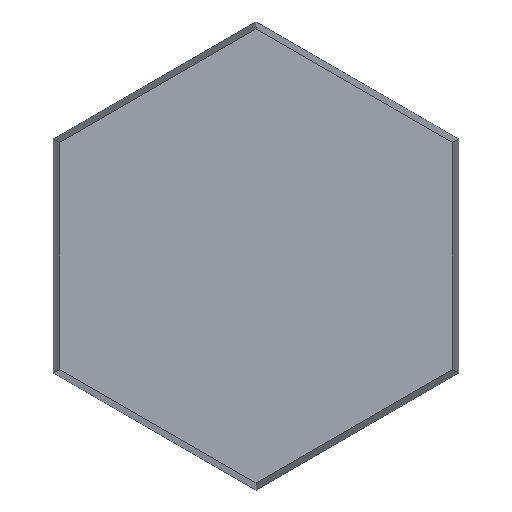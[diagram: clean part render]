
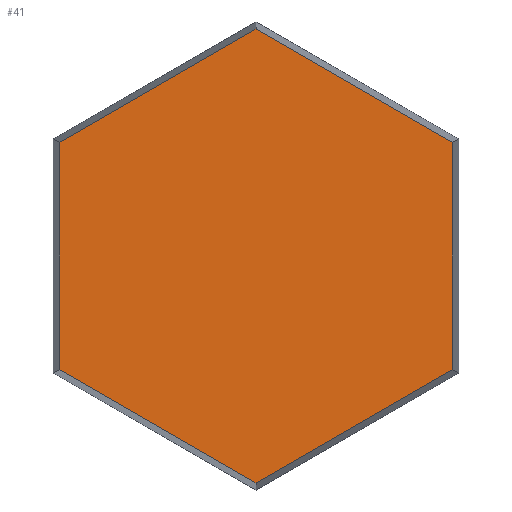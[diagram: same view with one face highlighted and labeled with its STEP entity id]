
A CAD part, front view. The second image highlights one B-rep face of the part: STEP entity #41.
In plain terms, the highlighted planar face has unit normal (0, -1, 0).
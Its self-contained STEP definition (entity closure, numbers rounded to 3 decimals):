
#41 = ADVANCED_FACE( '', ( #83 ), #84, .F. );
#83 = FACE_OUTER_BOUND( '', #126, .T. );
#84 = PLANE( '', #127 );
#126 = EDGE_LOOP( '', ( #178, #179, #180, #181, #182, #183 ) );
#127 = AXIS2_PLACEMENT_3D( '', #184, #185, #186 );
#178 = ORIENTED_EDGE( '', *, *, #242, .F. );
#179 = ORIENTED_EDGE( '', *, *, #247, .F. );
#180 = ORIENTED_EDGE( '', *, *, #253, .F. );
#181 = ORIENTED_EDGE( '', *, *, #254, .F. );
#182 = ORIENTED_EDGE( '', *, *, #255, .F. );
#183 = ORIENTED_EDGE( '', *, *, #250, .F. );
#184 = CARTESIAN_POINT( '', ( 0., 0., 0. ) );
#185 = DIRECTION( '', ( 0., 1., 0. ) );
#186 = DIRECTION( '', ( 0., 0., 1. ) );
#242 = EDGE_CURVE( '', #275, #277, #278, .T. );
#247 = EDGE_CURVE( '', #283, #275, #285, .T. );
#250 = EDGE_CURVE( '', #277, #289, #290, .T. );
#253 = EDGE_CURVE( '', #293, #283, #294, .T. );
#254 = EDGE_CURVE( '', #295, #293, #296, .T. );
#255 = EDGE_CURVE( '', #289, #295, #297, .T. );
#275 = VERTEX_POINT( '', #323 );
#277 = VERTEX_POINT( '', #326 );
#278 = LINE( '', #327, #328 );
#283 = VERTEX_POINT( '', #335 );
#285 = LINE( '', #338, #339 );
#289 = VERTEX_POINT( '', #344 );
#290 = LINE( '', #345, #346 );
#293 = VERTEX_POINT( '', #350 );
#294 = LINE( '', #351, #352 );
#295 = VERTEX_POINT( '', #353 );
#296 = LINE( '', #354, #355 );
#297 = LINE( '', #356, #357 );
#323 = CARTESIAN_POINT( '', ( -9.694, 0., -5.597 ) );
#326 = CARTESIAN_POINT( '', ( -9.694, 0., 5.597 ) );
#327 = CARTESIAN_POINT( '', ( -9.694, 0., 0. ) );
#328 = VECTOR( '', #385, 1000. );
#335 = CARTESIAN_POINT( '', ( 0., 0., -11.194 ) );
#338 = CARTESIAN_POINT( '', ( -4.847, 0., -8.396 ) );
#339 = VECTOR( '', #389, 1000. );
#344 = CARTESIAN_POINT( '', ( 0., 0., 11.194 ) );
#345 = CARTESIAN_POINT( '', ( -4.847, 0., 8.396 ) );
#346 = VECTOR( '', #391, 1000. );
#350 = CARTESIAN_POINT( '', ( 9.694, 0., -5.597 ) );
#351 = CARTESIAN_POINT( '', ( 4.847, 0., -8.396 ) );
#352 = VECTOR( '', #393, 1000. );
#353 = CARTESIAN_POINT( '', ( 9.694, 0., 5.597 ) );
#354 = CARTESIAN_POINT( '', ( 9.694, 0., 0. ) );
#355 = VECTOR( '', #394, 1000. );
#356 = CARTESIAN_POINT( '', ( 4.847, 0., 8.396 ) );
#357 = VECTOR( '', #395, 1000. );
#385 = DIRECTION( '', ( 0., 0., 1. ) );
#389 = DIRECTION( '', ( -0.866, 0., 0.5 ) );
#391 = DIRECTION( '', ( 0.866, 0., 0.5 ) );
#393 = DIRECTION( '', ( -0.866, 0., -0.5 ) );
#394 = DIRECTION( '', ( 0., 0., -1. ) );
#395 = DIRECTION( '', ( 0.866, 0., -0.5 ) );
